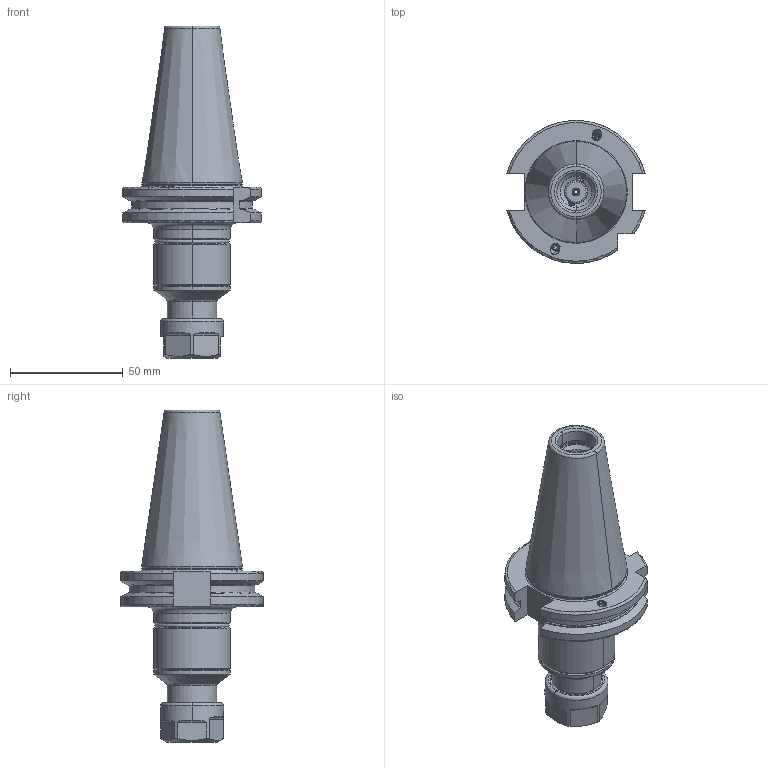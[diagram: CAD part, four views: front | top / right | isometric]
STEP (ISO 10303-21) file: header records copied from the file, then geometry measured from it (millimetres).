
FILE_DESCRIPTION((''),'2;1');
FILE_NAME('403_16_02_10','2020-09-22T',('104091'),(''),'CREO PARAMETRIC BY PTC INC, 2016260','CREO PARAMETRIC BY PTC INC, 2016260','');
FILE_SCHEMA(('CONFIG_CONTROL_DESIGN'));
Length unit declared in the file: millimetre
Products named in the file (1): 403_16_02_10
Bounding box: 61.48 x 63.54 x 147.5 mm (x, y, z)
Volume: 137409.2 mm3; surface area: 33432.6 mm2
Topology: 3 solids, 3 shells, 280 faces, 667 edges, 399 vertices
Faces by surface type: cylinder 81, plane 70, cone 68, torus 55, bspline 6
Entity records: 9534 total; most frequent: CARTESIAN_POINT 3048, DIRECTION 1404, ORIENTED_EDGE 1318, EDGE_CURVE 659, AXIS2_PLACEMENT_3D 575, VERTEX_POINT 399, EDGE_LOOP 304, CIRCLE 298
